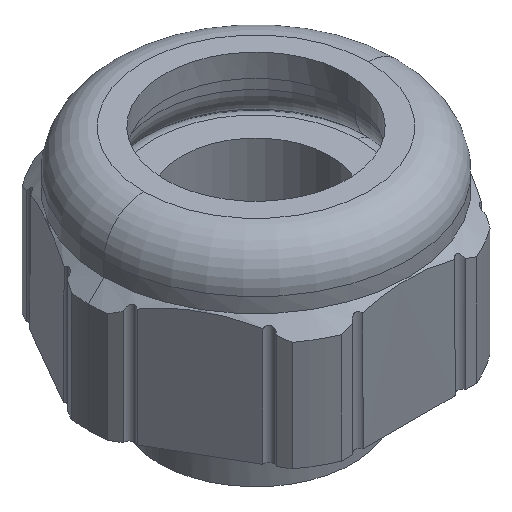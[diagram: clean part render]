
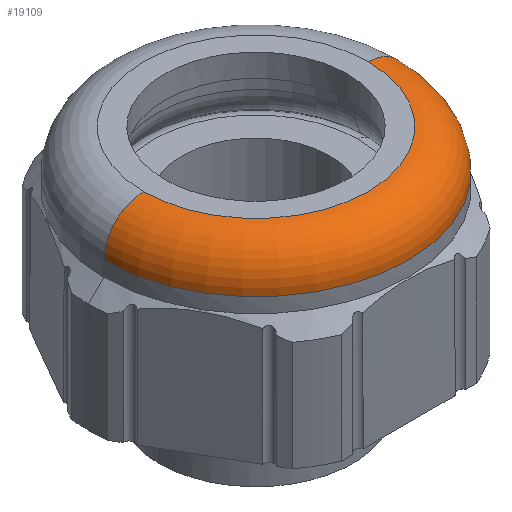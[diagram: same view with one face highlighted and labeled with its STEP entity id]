
A CAD part, isometric view. The second image highlights one B-rep face of the part: STEP entity #19109.
In plain terms, the highlighted toroidal (fillet/blend) face has major radius 9.9 mm and minor radius 3.5 mm.
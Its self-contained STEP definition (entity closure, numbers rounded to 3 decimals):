
#19082=AXIS2_PLACEMENT_3D('Torus Axis2P3D',#19079,#19080,#19081) ;
#19086=AXIS2_PLACEMENT_3D('Circle Axis2P3D',#19084,#19085,$) ;
#19093=AXIS2_PLACEMENT_3D('Circle Axis2P3D',#19091,#19092,$) ;
#19100=AXIS2_PLACEMENT_3D('Circle Axis2P3D',#19098,#19099,$) ;
#17148=CARTESIAN_POINT('Vertex',(28.15,13.5,17.966)) ;
#17152=CARTESIAN_POINT('Control Point',(28.15,13.5,17.966)) ;
#17153=CARTESIAN_POINT('Control Point',(28.15,11.395,17.966)) ;
#17154=CARTESIAN_POINT('Control Point',(27.737,9.29,17.966)) ;
#17155=CARTESIAN_POINT('Control Point',(26.91,7.294,17.966)) ;
#17156=CARTESIAN_POINT('Control Point',(24.517,3.733,17.966)) ;
#17157=CARTESIAN_POINT('Control Point',(20.956,1.34,17.966)) ;
#17158=CARTESIAN_POINT('Control Point',(18.96,0.513,17.966)) ;
#17159=CARTESIAN_POINT('Control Point',(14.75,-0.313,17.966)) ;
#17160=CARTESIAN_POINT('Control Point',(10.54,0.513,17.966)) ;
#17161=CARTESIAN_POINT('Control Point',(8.544,1.34,17.966)) ;
#17162=CARTESIAN_POINT('Control Point',(4.983,3.733,17.966)) ;
#17163=CARTESIAN_POINT('Control Point',(2.59,7.294,17.966)) ;
#17164=CARTESIAN_POINT('Control Point',(1.763,9.29,17.966)) ;
#17165=CARTESIAN_POINT('Control Point',(1.35,11.395,17.966)) ;
#17166=CARTESIAN_POINT('Control Point',(1.35,13.5,17.966)) ;
#17167=CARTESIAN_POINT('Vertex',(1.35,13.5,17.966)) ;
#19079=CARTESIAN_POINT('Axis2P3D Location',(14.75,13.5,17.966)) ;
#19084=CARTESIAN_POINT('Axis2P3D Location',(24.65,13.5,17.966)) ;
#19088=CARTESIAN_POINT('Vertex',(24.65,13.5,21.466)) ;
#19091=CARTESIAN_POINT('Axis2P3D Location',(14.75,13.5,21.466)) ;
#19095=CARTESIAN_POINT('Vertex',(4.85,13.5,21.466)) ;
#19098=CARTESIAN_POINT('Axis2P3D Location',(4.85,13.5,17.966)) ;
#19080=DIRECTION('Axis2P3D Direction',(0.,0.,-1.)) ;
#19081=DIRECTION('Axis2P3D XDirection',(1.,0.,0.)) ;
#19085=DIRECTION('Axis2P3D Direction',(0.,1.,0.)) ;
#19092=DIRECTION('Axis2P3D Direction',(0.,0.,-1.)) ;
#19099=DIRECTION('Axis2P3D Direction',(0.,-1.,0.)) ;
#19104=ORIENTED_EDGE('',*,*,#19090,.F.) ;
#19105=ORIENTED_EDGE('',*,*,#19097,.T.) ;
#19106=ORIENTED_EDGE('',*,*,#19102,.F.) ;
#19107=ORIENTED_EDGE('',*,*,#17169,.F.) ;
#19109=ADVANCED_FACE('Hauptkoerper',(#19108),#19083,.T.) ;
#17151=B_SPLINE_CURVE_WITH_KNOTS('',5,(#17152,#17153,#17154,#17155,#17156,#17157,#17158,#17159,#17160,#17161,#17162,#17163,#17164,#17165,#17166),.UNSPECIFIED.,.F.,.U.,(6,3,3,3,6),(-21.049,-10.524,0.,10.524,21.049),.UNSPECIFIED.) ;
#19087=CIRCLE('generated circle',#19086,3.5) ;
#19094=CIRCLE('generated circle',#19093,9.9) ;
#19101=CIRCLE('generated circle',#19100,3.5) ;
#19083=TOROIDAL_SURFACE('homeo Torus',#19082,9.9,3.5) ;
#17169=EDGE_CURVE('',#17149,#17168,#17151,.T.) ;
#19090=EDGE_CURVE('',#19089,#17149,#19087,.T.) ;
#19097=EDGE_CURVE('',#19089,#19096,#19094,.T.) ;
#19102=EDGE_CURVE('',#17168,#19096,#19101,.F.) ;
#19103=EDGE_LOOP('',(#19104,#19105,#19106,#19107)) ;
#19108=FACE_OUTER_BOUND('',#19103,.T.) ;
#17149=VERTEX_POINT('',#17148) ;
#17168=VERTEX_POINT('',#17167) ;
#19089=VERTEX_POINT('',#19088) ;
#19096=VERTEX_POINT('',#19095) ;
